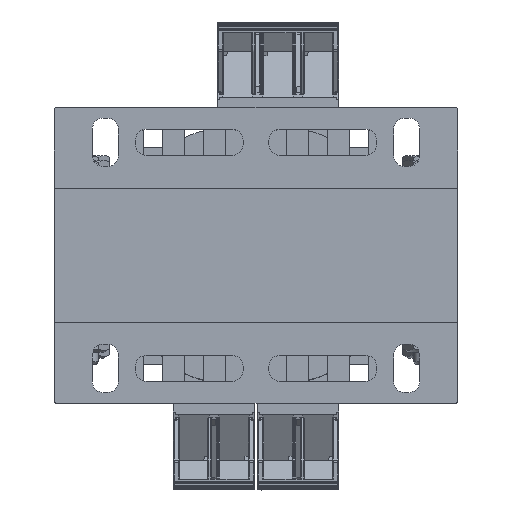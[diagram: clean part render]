
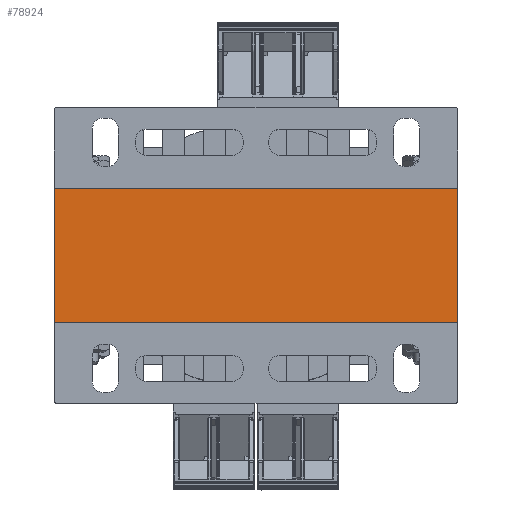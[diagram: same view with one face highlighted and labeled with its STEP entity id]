
A CAD part, top view. The second image highlights one B-rep face of the part: STEP entity #78924.
In plain terms, the highlighted planar face has unit normal (0, 0, 1).
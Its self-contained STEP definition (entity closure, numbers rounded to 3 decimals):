
#4842=PLANE('',#83242);
#8066=FACE_OUTER_BOUND('',#12095,.T.);
#12095=EDGE_LOOP('',(#55764,#55765,#55766,#55767));
#16316=LINE('',#109062,#26067);
#16317=LINE('',#109064,#26068);
#16318=LINE('',#109066,#26069);
#16319=LINE('',#109067,#26070);
#26067=VECTOR('',#88632,1.);
#26068=VECTOR('',#88633,1.);
#26069=VECTOR('',#88634,1.);
#26070=VECTOR('',#88635,1.);
#37067=VERTEX_POINT('',#109060);
#37068=VERTEX_POINT('',#109061);
#37069=VERTEX_POINT('',#109063);
#37070=VERTEX_POINT('',#109065);
#44442=EDGE_CURVE('',#37067,#37068,#16316,.T.);
#44443=EDGE_CURVE('',#37069,#37068,#16317,.T.);
#44444=EDGE_CURVE('',#37069,#37070,#16318,.T.);
#44445=EDGE_CURVE('',#37070,#37067,#16319,.T.);
#55764=ORIENTED_EDGE('',*,*,#44442,.T.);
#55765=ORIENTED_EDGE('',*,*,#44443,.F.);
#55766=ORIENTED_EDGE('',*,*,#44444,.T.);
#55767=ORIENTED_EDGE('',*,*,#44445,.T.);
#78924=ADVANCED_FACE('',(#8066),#4842,.T.);
#83242=AXIS2_PLACEMENT_3D('',#109059,#88630,#88631);
#88630=DIRECTION('center_axis',(0.,0.,1.));
#88631=DIRECTION('ref_axis',(0.,-1.,0.));
#88632=DIRECTION('',(1.,0.,0.));
#88633=DIRECTION('',(0.,-1.,0.));
#88634=DIRECTION('',(-1.,0.,0.));
#88635=DIRECTION('',(0.,-1.,0.));
#109059=CARTESIAN_POINT('Origin',(818.802,1558.842,43.75));
#109060=CARTESIAN_POINT('',(818.802,1533.842,43.75));
#109061=CARTESIAN_POINT('',(893.802,1533.842,43.75));
#109062=CARTESIAN_POINT('',(893.802,1533.842,43.75));
#109063=CARTESIAN_POINT('',(893.802,1558.842,43.75));
#109064=CARTESIAN_POINT('',(893.802,1558.842,43.75));
#109065=CARTESIAN_POINT('',(818.802,1558.842,43.75));
#109066=CARTESIAN_POINT('',(893.802,1558.842,43.75));
#109067=CARTESIAN_POINT('',(818.802,1558.842,43.75));
